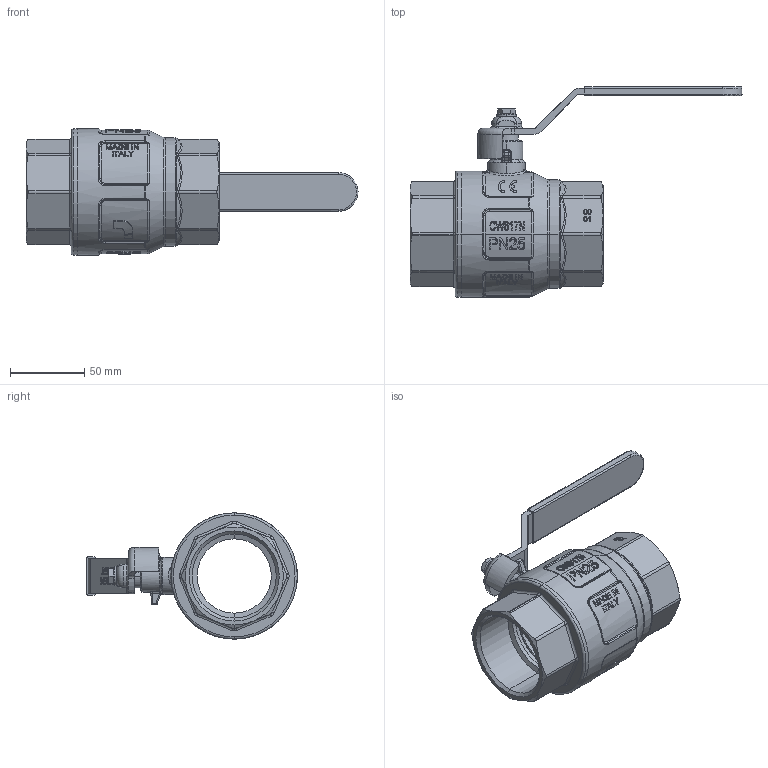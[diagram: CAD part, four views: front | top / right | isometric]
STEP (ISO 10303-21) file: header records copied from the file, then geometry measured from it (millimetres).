
FILE_DESCRIPTION (( 'STEP AP203' ), '1' );
FILE_NAME ('376B200.step', '2019-03-06T10:21:18', ( '' ), ( '' ), 'SwSTEP 2.0', 'SolidWorks 2018', '' );
FILE_SCHEMA (( 'CONFIG_CONTROL_DESIGN' ));
Length unit declared in the file: millimetre
Products named in the file (1): 376B200
Bounding box: 223.5 x 141.8 x 85 mm (x, y, z)
Surface area: 76292.6 mm2 (no closed solid volume)
Topology: 0 solids, 14 shells, 889 faces, 2957 edges, 2037 vertices
Faces by surface type: plane 299, bspline 285, cylinder 186, torus 66, cone 45, sphere 8
Entity records: 47523 total; most frequent: CARTESIAN_POINT 24588, ORIENTED_EDGE 5017, DIRECTION 3806, EDGE_CURVE 2943, VERTEX_POINT 2037, LINE 1324, VECTOR 1324, AXIS2_PLACEMENT_3D 1241
